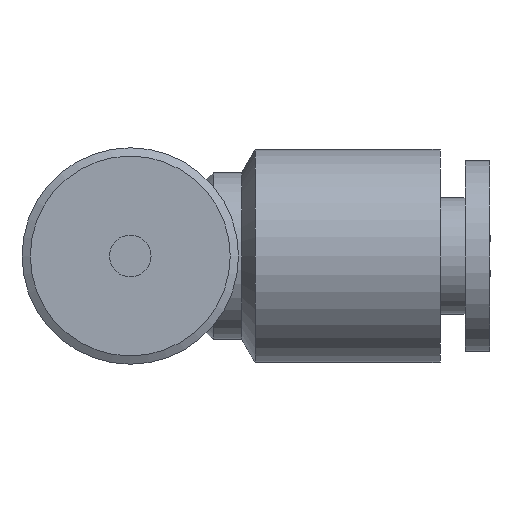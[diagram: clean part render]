
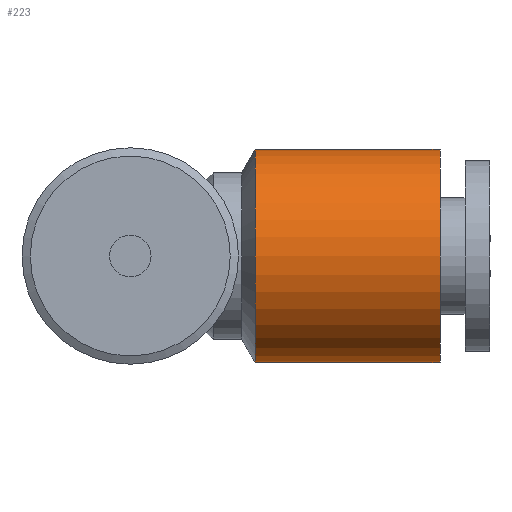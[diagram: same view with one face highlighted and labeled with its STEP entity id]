
A CAD part, front view. The second image highlights one B-rep face of the part: STEP entity #223.
In plain terms, the highlighted cylindrical face has radius 6.4 mm (diameter 12.8 mm), a full revolution.
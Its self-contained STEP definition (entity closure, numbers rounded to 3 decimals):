
#223 = ADVANCED_FACE( '', ( #371, #372 ), #373, .T. );
#371 = FACE_OUTER_BOUND( '', #540, .T. );
#372 = FACE_OUTER_BOUND( '', #541, .T. );
#373 = CYLINDRICAL_SURFACE( '', #542, 6.4 );
#540 = EDGE_LOOP( '', ( #926 ) );
#541 = EDGE_LOOP( '', ( #927 ) );
#542 = AXIS2_PLACEMENT_3D( '', #928, #929, #930 );
#926 = ORIENTED_EDGE( '', *, *, #1120, .F. );
#927 = ORIENTED_EDGE( '', *, *, #1119, .T. );
#928 = CARTESIAN_POINT( '', ( 21.6, 17.9, 0. ) );
#929 = DIRECTION( '', ( -1., 0., 0. ) );
#930 = DIRECTION( '', ( 0., 1., 0. ) );
#1119 = EDGE_CURVE( '', #1304, #1304, #1305, .T. );
#1120 = EDGE_CURVE( '', #1306, #1306, #1307, .T. );
#1304 = VERTEX_POINT( '', #1723 );
#1305 = CIRCLE( '', #1724, 6.4 );
#1306 = VERTEX_POINT( '', #1725 );
#1307 = CIRCLE( '', #1726, 6.4 );
#1723 = CARTESIAN_POINT( '', ( 7.5, 24.3, 0. ) );
#1724 = AXIS2_PLACEMENT_3D( '', #1913, #1914, #1915 );
#1725 = CARTESIAN_POINT( '', ( 18.6, 24.3, 0. ) );
#1726 = AXIS2_PLACEMENT_3D( '', #1916, #1917, #1918 );
#1913 = CARTESIAN_POINT( '', ( 7.5, 17.9, 0. ) );
#1914 = DIRECTION( '', ( 1., 0., 0. ) );
#1915 = DIRECTION( '', ( 0., 1., 0. ) );
#1916 = CARTESIAN_POINT( '', ( 18.6, 17.9, 0. ) );
#1917 = DIRECTION( '', ( 1., 0., 0. ) );
#1918 = DIRECTION( '', ( 0., 1., 0. ) );
